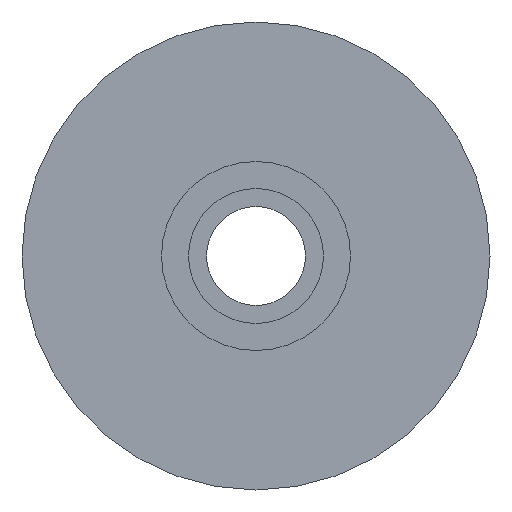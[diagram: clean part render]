
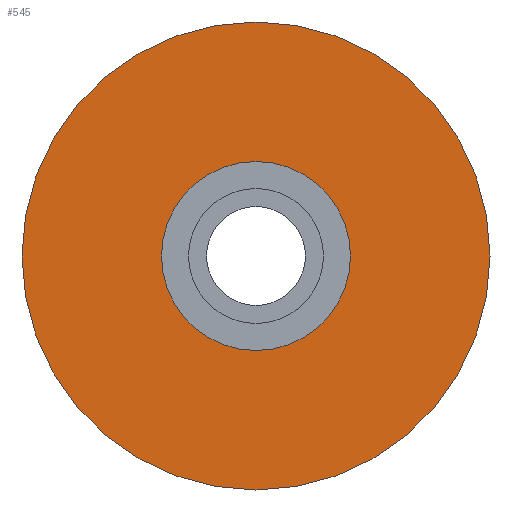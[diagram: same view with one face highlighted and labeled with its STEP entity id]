
A CAD part, left-side view. The second image highlights one B-rep face of the part: STEP entity #545.
In plain terms, the highlighted planar face has unit normal (-1, 0, 0).
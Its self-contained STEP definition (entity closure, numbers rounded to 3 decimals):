
#9 = CIRCLE ( 'NONE', #398, 10.5 ) ;
#17 = CARTESIAN_POINT ( 'NONE',  ( -4., 0., 0. ) ) ;
#28 = FACE_BOUND ( 'NONE', #696, .T. ) ;
#58 = PLANE ( 'NONE',  #718 ) ;
#124 = CIRCLE ( 'NONE', #439, 26. ) ;
#150 = EDGE_LOOP ( 'NONE', ( #747, #360 ) ) ;
#151 = CARTESIAN_POINT ( 'NONE',  ( -4., 0., 0. ) ) ;
#158 = DIRECTION ( 'NONE',  ( -1., 0., 0. ) ) ;
#201 = DIRECTION ( 'NONE',  ( 0., 0., 1. ) ) ;
#255 = CARTESIAN_POINT ( 'NONE',  ( -4., 0., -26. ) ) ;
#270 = DIRECTION ( 'NONE',  ( -1., 0., 0. ) ) ;
#277 = FACE_OUTER_BOUND ( 'NONE', #150, .T. ) ;
#283 = VERTEX_POINT ( 'NONE', #423 ) ;
#328 = DIRECTION ( 'NONE',  ( 0., 0., 1. ) ) ;
#329 = VERTEX_POINT ( 'NONE', #624 ) ;
#360 = ORIENTED_EDGE ( 'NONE', *, *, #717, .T. ) ;
#374 = CARTESIAN_POINT ( 'NONE',  ( -4., 0., 0. ) ) ;
#376 = DIRECTION ( 'NONE',  ( -1., 0., 0. ) ) ;
#380 = DIRECTION ( 'NONE',  ( -1., 0., 0. ) ) ;
#398 = AXIS2_PLACEMENT_3D ( 'NONE', #374, #380, #556 ) ;
#402 = DIRECTION ( 'NONE',  ( 0., 0., 1. ) ) ;
#423 = CARTESIAN_POINT ( 'NONE',  ( -4., 0., -10.5 ) ) ;
#432 = EDGE_CURVE ( 'NONE', #283, #329, #9, .T. ) ;
#439 = AXIS2_PLACEMENT_3D ( 'NONE', #151, #270, #328 ) ;
#463 = EDGE_CURVE ( 'NONE', #569, #570, #124, .T. ) ;
#484 = DIRECTION ( 'NONE',  ( -1., 0., 0. ) ) ;
#491 = CARTESIAN_POINT ( 'NONE',  ( -4., 0., 0. ) ) ;
#539 = ORIENTED_EDGE ( 'NONE', *, *, #644, .F. ) ;
#545 = ADVANCED_FACE ( 'NONE', ( #277, #28 ), #58, .T. ) ;
#556 = DIRECTION ( 'NONE',  ( 0., 0., 1. ) ) ;
#564 = DIRECTION ( 'NONE',  ( 0., 0., 1. ) ) ;
#569 = VERTEX_POINT ( 'NONE', #663 ) ;
#570 = VERTEX_POINT ( 'NONE', #255 ) ;
#624 = CARTESIAN_POINT ( 'NONE',  ( -4., 0., 10.5 ) ) ;
#625 = ORIENTED_EDGE ( 'NONE', *, *, #432, .F. ) ;
#644 = EDGE_CURVE ( 'NONE', #329, #283, #679, .T. ) ;
#652 = AXIS2_PLACEMENT_3D ( 'NONE', #680, #376, #564 ) ;
#663 = CARTESIAN_POINT ( 'NONE',  ( -4., 0., 26. ) ) ;
#679 = CIRCLE ( 'NONE', #776, 10.5 ) ;
#680 = CARTESIAN_POINT ( 'NONE',  ( -4., 0., 0. ) ) ;
#696 = EDGE_LOOP ( 'NONE', ( #539, #625 ) ) ;
#717 = EDGE_CURVE ( 'NONE', #570, #569, #725, .T. ) ;
#718 = AXIS2_PLACEMENT_3D ( 'NONE', #491, #484, #201 ) ;
#725 = CIRCLE ( 'NONE', #652, 26. ) ;
#747 = ORIENTED_EDGE ( 'NONE', *, *, #463, .T. ) ;
#776 = AXIS2_PLACEMENT_3D ( 'NONE', #17, #158, #402 ) ;
